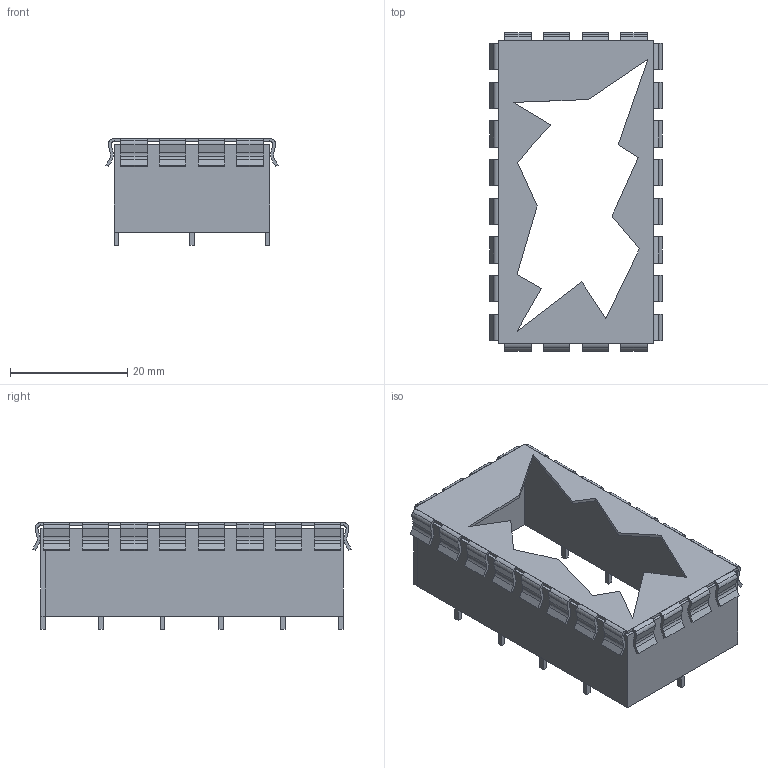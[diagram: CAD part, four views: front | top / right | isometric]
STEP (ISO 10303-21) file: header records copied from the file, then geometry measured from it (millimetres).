
FILE_DESCRIPTION((''),'2;1');
FILE_NAME('MSBOX_PERANCEA_PFL2T.stp','2009-02-24T15:19:28',(''),(''),'Mechanical Desktop 2006','Mechanical Desktop 2006',', , ');
FILE_SCHEMA(('AUTOMOTIVE_DESIGN { 1 2 10303 214 0 1 1 1 }'));
Length unit declared in the file: millimetre
Products named in the file (1): Product
Bounding box: 29.44 x 54.44 x 18.25 mm (x, y, z)
Volume: 2593.3 mm3; surface area: 8193 mm2
Topology: 36 solids, 36 shells, 527 faces, 1365 edges, 910 vertices
Faces by surface type: bspline 216, plane 215, cylinder 96
Entity records: 17385 total; most frequent: CARTESIAN_POINT 4795, ORIENTED_EDGE 2730, DIRECTION 2373, EDGE_CURVE 1365, VECTOR 981, LINE 981, VERTEX_POINT 910, AXIS2_PLACEMENT_3D 696
